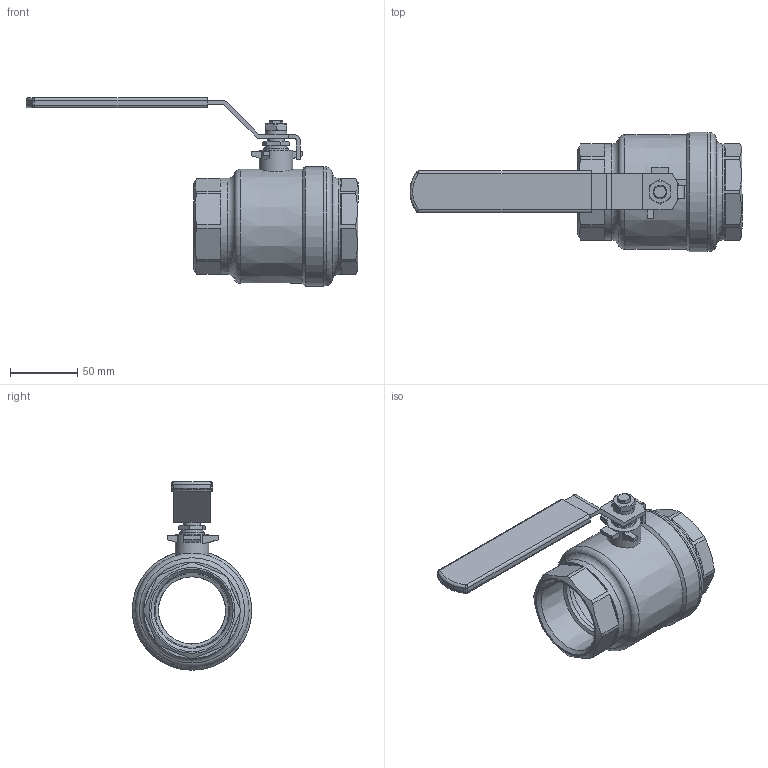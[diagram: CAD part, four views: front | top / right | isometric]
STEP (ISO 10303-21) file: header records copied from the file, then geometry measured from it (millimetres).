
FILE_DESCRIPTION(('STEP AP214'),'1');
FILE_NAME('2.stp','2022-06-21T06:52:12',(' '),(' '),'Spatial InterOp 3D',' ',' ');
FILE_SCHEMA(('AUTOMOTIVE_DESIGN { 1 0 10303 214 1 1 1 1 }'));
Length unit declared in the file: millimetre
Products named in the file (12): 2PC轻型阀杆; 止推垫圈; 中口填料; 压紧螺母; 手柄; 螺母 ： 标准 - M10.0 x 5.0; 垫圈 ： 单圈弹簧 - M10.0 x 2.6; 手柄套; 密封垫圈; 壳体; 阀盖
Assembly tree (11 placements, depth 2):
  (unnamed)
    2PC轻型阀杆
    止推垫圈
    中口填料
    压紧螺母
    手柄
    螺母 ： 标准 - M10.0 x 5.0
    垫圈 ： 单圈弹簧 - M10.0 x 2.6
    手柄套
    密封垫圈
    壳体
    阀盖
Bounding box: 247 x 89 x 140.2 mm (x, y, z)
Volume: 242243.7 mm3; surface area: 115404.9 mm2
Topology: 11 solids, 11 shells, 236 faces, 548 edges, 345 vertices
Faces by surface type: plane 131, cylinder 54, cone 36, torus 8, sphere 5, bspline 2
Full cylindrical faces by diameter (mm): 10 x1, 12.5 x3, 12.9 x1, 13 x1, 16 x2, 16.3 x1, 16.4 x1, 16.5 x2, 18 x1, 25 x1, 50 x2, 63.5 x2, 71.5 x2, 77.8 x1, 78.4 x1, 80 x1, 80.3 x1, 80.8 x1, 85 x1, 85.2 x1, 88.825 x1, 89 x1
Entity records: 9155 total; most frequent: CARTESIAN_POINT 1930, DIRECTION 1076, ORIENTED_EDGE 962, EDGE_CURVE 481, AXIS2_PLACEMENT_3D 431, VERTEX_POINT 335, EDGE_LOOP 322, FACE_OUTER_BOUND 271
